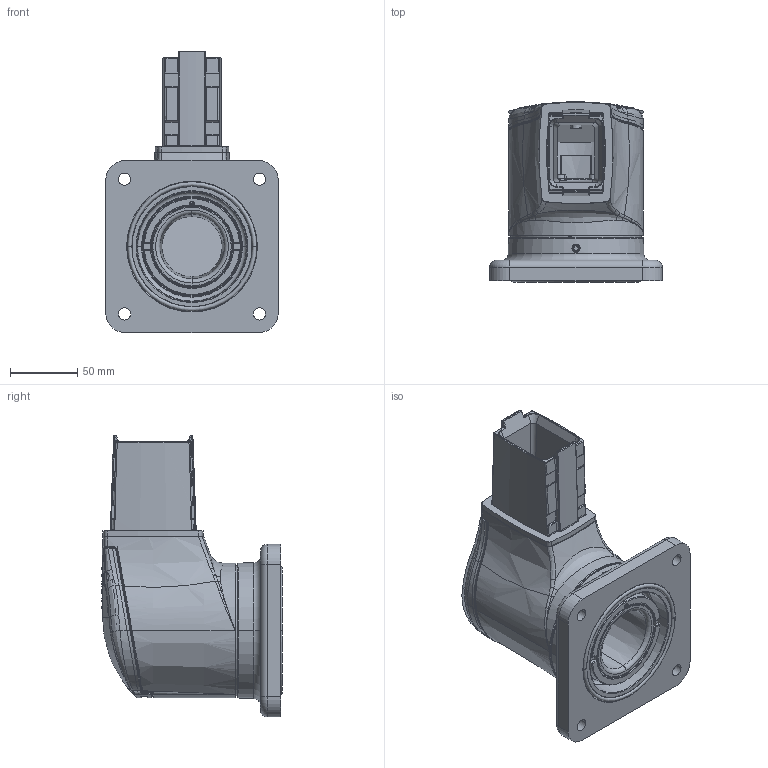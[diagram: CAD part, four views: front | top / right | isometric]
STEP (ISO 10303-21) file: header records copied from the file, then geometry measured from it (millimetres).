
FILE_DESCRIPTION((''),'2;1');
FILE_NAME('1017300014_ASM','2015-07-15T',('Falk.Schoember'),(''),'PRO/ENGINEER BY PARAMETRIC TECHNOLOGY CORPORATION, 2012360','PRO/ENGINEER BY PARAMETRIC TECHNOLOGY CORPORATION, 2012360','');
FILE_SCHEMA(('AUTOMOTIVE_DESIGN { 1 0 10303 214 1 1 1 1 }'));
Products named in the file (23): 9324216000_AF0; 9620438000_ASM; 9231806000; 9371072000; 9411111000_EINB_AF10; 9324209000_AF0; 9620434000_ASM; 9371073000; 9502352000; 9263051000; 9324212000; 9261333000; 9231010000_DICHTUNG-ZG-DE; 9324211000_AF0; 9620447000_ASM; 9261334000; 9222005000; 9263097000_GEW_STIFT; 9263097000_ASM; 9231797000_AF15; 9231010000_DICHTUNG-AG-UT; 9261441000; 1017300014_ASM
Assembly tree (24 placements, depth 3):
  1017300014_ASM
    9620438000_ASM
      9324216000_AF0
    9231806000
    9371072000
    9411111000_EINB_AF10
    9620434000_ASM
      9324209000_AF0
    9371073000
    9502352000
    9263051000
    9324212000
    9261333000
    9231010000_DICHTUNG-ZG-DE
    9620447000_ASM
      9324211000_AF0
    9261334000  x2
    9222005000
    9263097000_ASM
      9263097000_GEW_STIFT
    9231797000_AF15
    9231010000_DICHTUNG-AG-UT
    9261441000  x2
Bounding box: 128 x 133.65 x 209 mm (x, y, z)
Volume: 804844.1 mm3; surface area: 422598.6 mm2
Topology: 20 solids, 92 shells, 1923 faces, 5219 edges, 3429 vertices
Faces by surface type: cylinder 587, plane 503, bspline 463, torus 165, cone 159, sphere 44, extrusion 2
Entity records: 121828 total; most frequent: CARTESIAN_POINT 47809, ORIENTED_EDGE 8876, DIRECTION 7894, PRESENTATION_STYLE_ASSIGNMENT 5405, STYLED_ITEM 5405, EDGE_CURVE 4969, CURVE_STYLE 3739, VERTEX_POINT 3274
